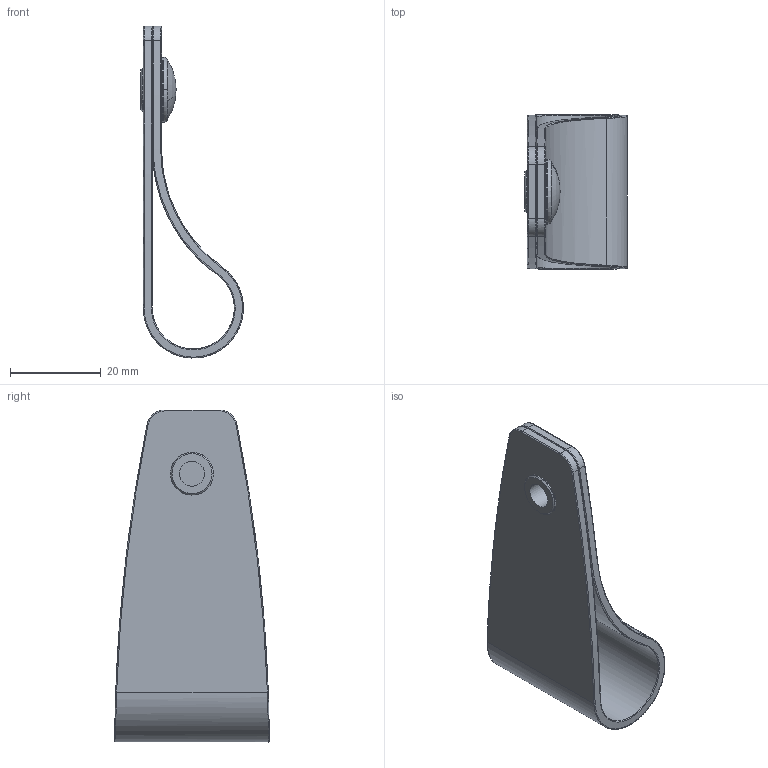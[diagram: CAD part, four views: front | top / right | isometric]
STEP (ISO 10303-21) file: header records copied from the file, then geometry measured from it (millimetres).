
FILE_DESCRIPTION(('Creo Elements/Direct Modeling STEP Export'),'2;1');
FILE_NAME('LE019-70.stp','2023-10-17T11:03:47',(''),(''),'Creo Elements/Direct Modeling STEP processor for AP214 (Solid Model)','Creo Elements/Direct Modeling 20.0 12-Nov-2016 (C) Parametric Technology GmbH','');
FILE_SCHEMA(('AUTOMOTIVE_DESIGN { 1 0 10303 214 1 1 1 1 }'));
Length unit declared in the file: millimetre
Products named in the file (3): 2; 1; 8294-76 D12.step
Assembly tree (2 placements, depth 2):
  8294-76 D12.step
    1
    2
Bounding box: 22.58 x 33.99 x 73 mm (x, y, z)
Volume: 9647.3 mm3; surface area: 10481.2 mm2
Topology: 2 solids, 2 shells, 79 faces, 195 edges, 120 vertices
Faces by surface type: cylinder 30, bspline 24, torus 10, plane 9, cone 4, sphere 2
Entity records: 5183 total; most frequent: CARTESIAN_POINT 3557, ORIENTED_EDGE 386, DIRECTION 244, EDGE_CURVE 193, VERTEX_POINT 120, AXIS2_PLACEMENT_3D 97, EDGE_LOOP 85, FACE_OUTER_BOUND 79
